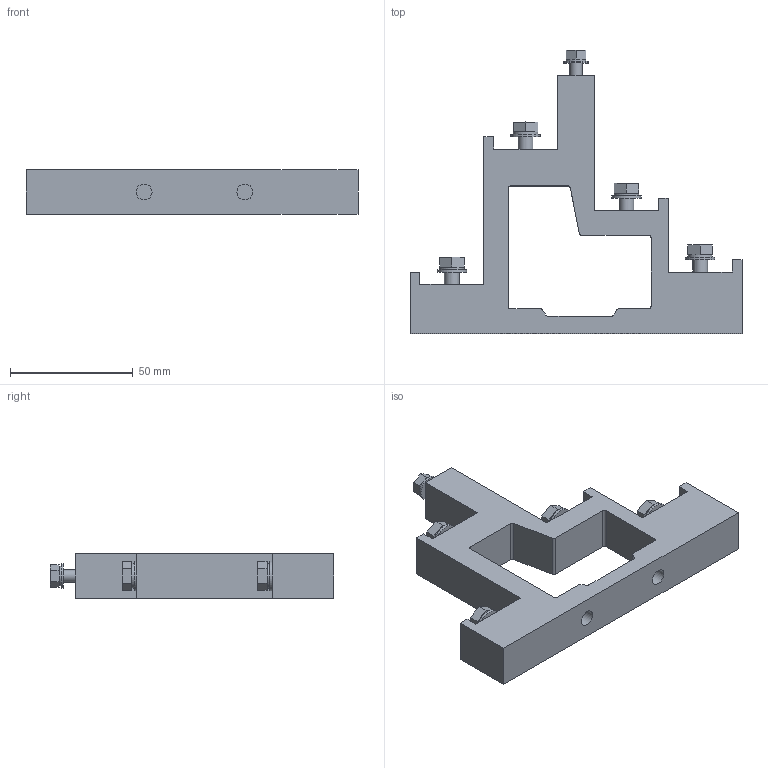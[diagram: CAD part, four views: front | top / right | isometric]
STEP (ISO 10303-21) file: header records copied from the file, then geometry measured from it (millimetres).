
FILE_DESCRIPTION (( 'STEP AP203' ), '1' );
FILE_NAME ('YIS11-5-25-B Èçîëÿòîð ñòóïåí÷àòûé ÈÑ4-25_1-15 (4 x Ì6; 1 x Ì5) ñèëîâîé ñ áîëòîì ÈÝÊ.STEP', '2016-09-15T10:22:15', ( '' ), ( '' ), 'SwSTEP 2.0', 'SolidWorks 2014', '' );
FILE_SCHEMA (( 'CONFIG_CONTROL_DESIGN' ));
Length unit declared in the file: millimetre
Products named in the file (1): YIS11-5-25-B Èçîëÿòîð ñòóïåí÷àòûé ÈÑ4-25_1-15 (4 x Ì6; 1 x Ì5) ñèëîâîé ñ áîëòîì ÈÝÊ
Bounding box: 135 x 115.1 x 18 mm (x, y, z)
Volume: 81423.7 mm3; surface area: 24734.6 mm2
Topology: 1 solids, 6 shells, 144 faces, 342 edges, 220 vertices
Faces by surface type: plane 112, cylinder 27, cone 5
Full cylindrical faces by diameter (mm): 5 x1, 6 x4, 6.5 x2, 8 x1, 10 x5, 12 x4
Entity records: 3943 total; most frequent: DIRECTION 678, CARTESIAN_POINT 653, ORIENTED_EDGE 608, EDGE_CURVE 304, AXIS2_PLACEMENT_3D 229, LINE 220, VECTOR 220, VERTEX_POINT 204
